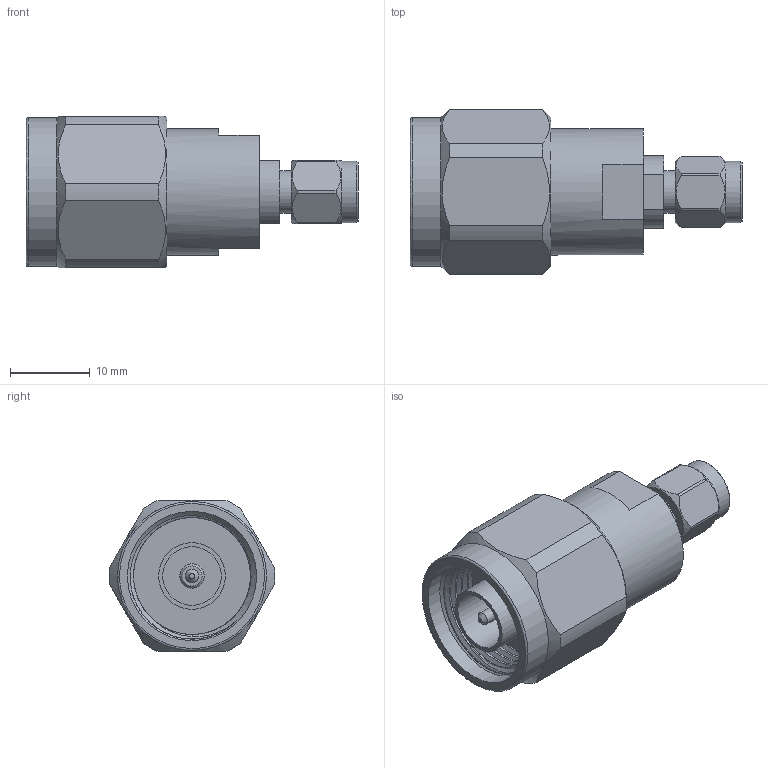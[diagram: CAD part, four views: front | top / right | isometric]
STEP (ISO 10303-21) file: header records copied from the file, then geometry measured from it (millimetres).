
FILE_DESCRIPTION (( 'STEP AP203' ), '1' );
FILE_NAME ('SM3345_3D.step', '2022-06-20T19:02:21', ( '' ), ( '' ), 'SwSTEP 2.0', 'SolidWorks 2021', '' );
FILE_SCHEMA (( 'CONFIG_CONTROL_DESIGN' ));
Length unit declared in the file: inch
Products named in the file (1): SM3345_3D
Bounding box: 41.76 x 20.87 x 19.05 mm (x, y, z)
Volume: 6821 mm3; surface area: 3809.1 mm2
Topology: 1 solids, 1 shells, 91 faces, 233 edges, 159 vertices
Faces by surface type: cylinder 36, plane 35, cone 12, bspline 8
Full cylindrical faces by diameter (mm): 0.94 x1, 1.194 x1, 1.651 x1, 3.048 x1, 3.5 x1, 4.445 x1, 5.334 x1, 6.35 x6, 7.366 x1, 7.762 x1, 8.382 x1, 15.859 x1, 16.256 x1, 16.367 x1, 18.735 x1
Entity records: 5255 total; most frequent: CARTESIAN_POINT 3372, ORIENTED_EDGE 370, DIRECTION 338, EDGE_CURVE 185, AXIS2_PLACEMENT_3D 149, VERTEX_POINT 145, EDGE_LOOP 126, FACE_OUTER_BOUND 101
